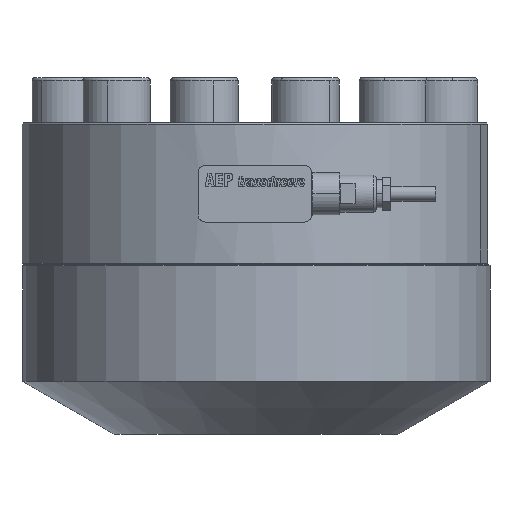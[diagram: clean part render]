
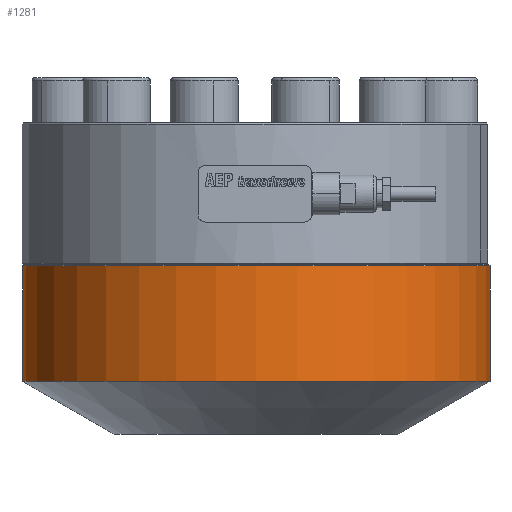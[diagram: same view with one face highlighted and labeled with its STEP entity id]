
A CAD part, front view. The second image highlights one B-rep face of the part: STEP entity #1281.
In plain terms, the highlighted cylindrical face has radius 82.5 mm (diameter 165 mm), a partial arc.
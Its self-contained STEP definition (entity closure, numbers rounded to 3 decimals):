
#1281=ADVANCED_FACE('',(#2523),#2524,.T.);
#2523=FACE_OUTER_BOUND('',#3878,.T.);
#2524=CYLINDRICAL_SURFACE('',#3879,82.5);
#3878=EDGE_LOOP('',(#7228,#7229,#7230,#7231));
#3879=AXIS2_PLACEMENT_3D('',#7232,#7233,#7234);
#7228=ORIENTED_EDGE('',*,*,#8622,.F.);
#7229=ORIENTED_EDGE('',*,*,#8516,.T.);
#7230=ORIENTED_EDGE('',*,*,#8624,.F.);
#7231=ORIENTED_EDGE('',*,*,#7480,.F.);
#7232=CARTESIAN_POINT('',(0.5,0.,20.618));
#7233=DIRECTION('',(0.,0.,1.0));
#7234=DIRECTION('',(-1.0,0.,0.));
#7480=EDGE_CURVE('',#8810,#8806,#8812,.T.);
#8516=EDGE_CURVE('',#10347,#10349,#10366,.T.);
#8622=EDGE_CURVE('',#10347,#8810,#10480,.T.);
#8624=EDGE_CURVE('',#8806,#10349,#10482,.T.);
#8806=VERTEX_POINT('',#10721);
#8810=VERTEX_POINT('',#10726);
#8812=CIRCLE('',#10729,82.5);
#10347=VERTEX_POINT('',#13425);
#10349=VERTEX_POINT('',#13428);
#10366=CIRCLE('',#13460,82.5);
#10480=LINE('',#13646,#13647);
#10482=LINE('',#13649,#13650);
#10721=CARTESIAN_POINT('',(83.0,0.,0.5));
#10726=CARTESIAN_POINT('',(-82.0,0.,0.5));
#10729=AXIS2_PLACEMENT_3D('',#13797,#13798,#13799);
#13425=CARTESIAN_POINT('',(-82.0,0.,41.236));
#13428=CARTESIAN_POINT('',(83.0,0.,41.236));
#13460=AXIS2_PLACEMENT_3D('',#14878,#14879,#14880);
#13646=CARTESIAN_POINT('',(-82.0,0.,20.618));
#13647=VECTOR('',#14947,1.0);
#13649=CARTESIAN_POINT('',(83.0,0.,20.618));
#13650=VECTOR('',#14951,1.0);
#13797=CARTESIAN_POINT('',(0.5,0.,0.5));
#13798=DIRECTION('',(0.,0.,-1.0));
#13799=DIRECTION('',(1.0,0.,0.));
#14878=CARTESIAN_POINT('',(0.5,0.,41.236));
#14879=DIRECTION('',(0.,0.,-1.0));
#14880=DIRECTION('',(-1.0,0.,0.));
#14947=DIRECTION('',(0.,0.,-1.0));
#14951=DIRECTION('',(0.,0.,1.0));
